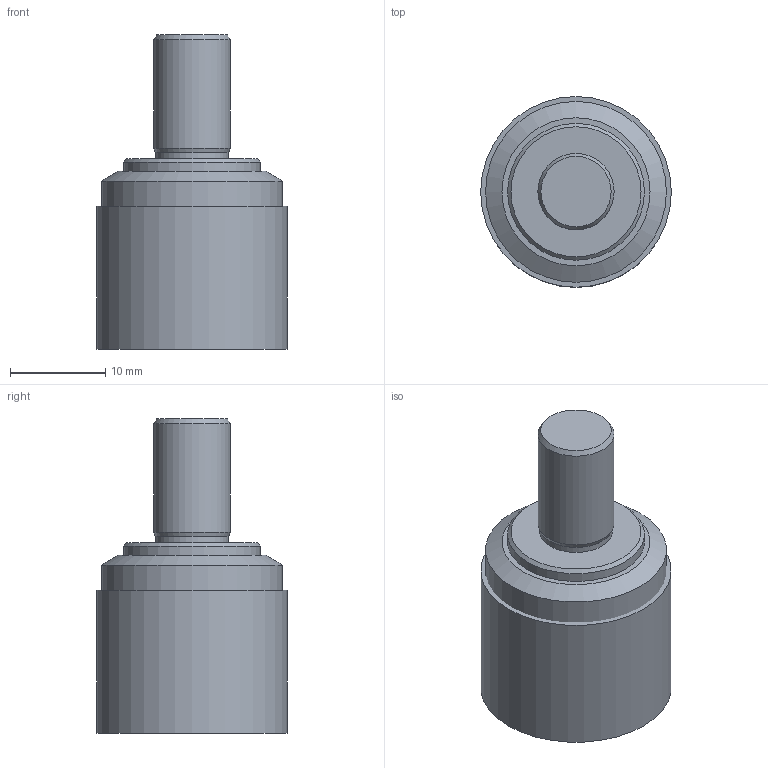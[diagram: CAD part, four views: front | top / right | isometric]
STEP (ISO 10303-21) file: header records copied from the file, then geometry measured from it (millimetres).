
FILE_DESCRIPTION(/* description */ (''),/* implementation_level */ '2;1');
FILE_NAME(/* name */ '02602337.stp',/* time_stamp */ '2012-03-29T16:35:58+05:00',/* author */ (''),/* organization */ (''),/* preprocessor_version */ 'ST-DEVELOPER v11',/* originating_system */ 'SIEMENS PLM Software NX 7.5',/* authorisation */ '');
FILE_SCHEMA (('AUTOMOTIVE_DESIGN { 1 0 10303 214 1 1 1 1 }'));
Length unit declared in the file: millimetre
Products named in the file (1): inpuC3D1mmxl
Bounding box: 20 x 20 x 33.01 mm (x, y, z)
Volume: 8751 mm3; surface area: 3982.4 mm2
Topology: 3 solids, 3 shells, 19 faces, 28 edges, 17 vertices
Faces by surface type: plane 8, cylinder 6, cone 5
Full cylindrical faces by diameter (mm): 7.606 x1, 7.998 x1, 13 x1, 14.35 x1, 18.977 x1, 20 x1
Entity records: 405 total; most frequent: DIRECTION 74, CARTESIAN_POINT 54, AXIS2_PLACEMENT_3D 37, EDGE_LOOP 34, ORIENTED_EDGE 34, FACE_BOUND 30, ADVANCED_FACE 19, VERTEX_POINT 17
